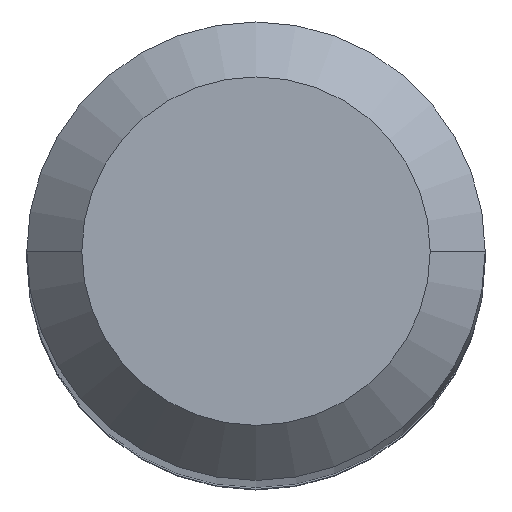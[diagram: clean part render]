
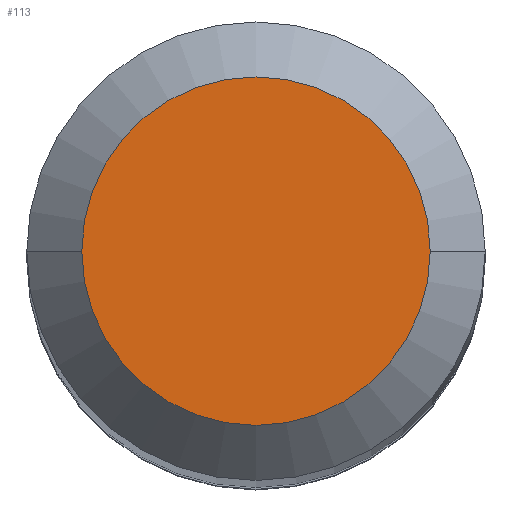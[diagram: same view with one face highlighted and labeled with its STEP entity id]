
A CAD part, top view. The second image highlights one B-rep face of the part: STEP entity #113.
In plain terms, the highlighted planar face has unit normal (0, 0, 1).
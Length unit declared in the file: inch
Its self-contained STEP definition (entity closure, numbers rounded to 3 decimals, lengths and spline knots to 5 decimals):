
#4 = AXIS2_PLACEMENT_3D ( 'NONE', #20, #253, #372 ) ;
#12 = FACE_OUTER_BOUND ( 'NONE', #39, .T. ) ;
#20 = CARTESIAN_POINT ( 'NONE',  ( 0., 0., 1.5 ) ) ;
#35 = CIRCLE ( 'NONE', #260, 0.0475 ) ;
#39 = EDGE_LOOP ( 'NONE', ( #184, #132 ) ) ;
#57 = VERTEX_POINT ( 'NONE', #177 ) ;
#64 = DIRECTION ( 'NONE',  ( 0., 0., 1. ) ) ;
#113 = ADVANCED_FACE ( 'NONE', ( #12 ), #238, .T. ) ;
#132 = ORIENTED_EDGE ( 'NONE', *, *, #275, .T. ) ;
#150 = DIRECTION ( 'NONE',  ( 1., 0., 0. ) ) ;
#173 = DIRECTION ( 'NONE',  ( 1., 0., 0. ) ) ;
#177 = CARTESIAN_POINT ( 'NONE',  ( 0.0475, 0., 1.5 ) ) ;
#179 = CIRCLE ( 'NONE', #4, 0.0475 ) ;
#184 = ORIENTED_EDGE ( 'NONE', *, *, #258, .T. ) ;
#238 = PLANE ( 'NONE',  #300 ) ;
#249 = VERTEX_POINT ( 'NONE', #366 ) ;
#253 = DIRECTION ( 'NONE',  ( 0., 0., 1. ) ) ;
#258 = EDGE_CURVE ( 'NONE', #249, #57, #35, .T. ) ;
#259 = CARTESIAN_POINT ( 'NONE',  ( 0., 0., 1.5 ) ) ;
#260 = AXIS2_PLACEMENT_3D ( 'NONE', #259, #374, #150 ) ;
#275 = EDGE_CURVE ( 'NONE', #57, #249, #179, .T. ) ;
#300 = AXIS2_PLACEMENT_3D ( 'NONE', #358, #64, #173 ) ;
#358 = CARTESIAN_POINT ( 'NONE',  ( 0., 0., 1.5 ) ) ;
#366 = CARTESIAN_POINT ( 'NONE',  ( -0.0475, 0., 1.5 ) ) ;
#372 = DIRECTION ( 'NONE',  ( 1., 0., 0. ) ) ;
#374 = DIRECTION ( 'NONE',  ( 0., 0., 1. ) ) ;
